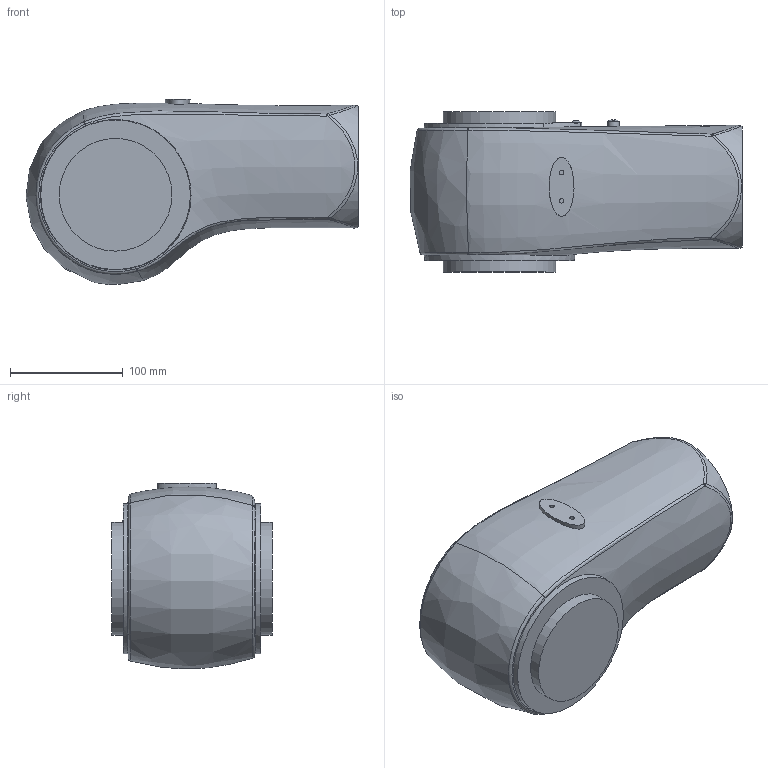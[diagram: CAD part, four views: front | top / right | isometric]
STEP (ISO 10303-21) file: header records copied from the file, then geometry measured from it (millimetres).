
FILE_DESCRIPTION(('FreeCAD Model'),'2;1');
FILE_NAME('joint3.step', '2020-08-11T16:19:43',('Author'),(''), 'Open CASCADE STEP processor 6.8','FreeCAD','Unknown');
FILE_SCHEMA(('AUTOMOTIVE_DESIGN_CC2 { 1 2 10303 214 -1 1 5 4 }'));
Length unit declared in the file: millimetre
Products named in the file (2): ASSEMBLY; COMPOUND003
Assembly tree (1 placements, depth 2):
  ASSEMBLY
    COMPOUND003
Bounding box: 294.44 x 142 x 164.08 mm (x, y, z)
Volume: 3976160.8 mm3; surface area: 158088.3 mm2
Topology: 1 solids, 2 shells, 109 faces, 264 edges, 166 vertices
Faces by surface type: bspline 62, plane 25, cylinder 10, cone 6, sphere 3, torus 3
Full cylindrical faces by diameter (mm): 4 x2, 8 x1, 10 x1, 100 x3
Entity records: 21404 total; most frequent: CARTESIAN_POINT 17388, B_SPLINE_CURVE_WITH_KNOTS 601, ORIENTED_EDGE 520, PCURVE 520, DEFINITIONAL_REPRESENTATION 520, DIRECTION 317, EDGE_CURVE 260, SURFACE_CURVE 247
